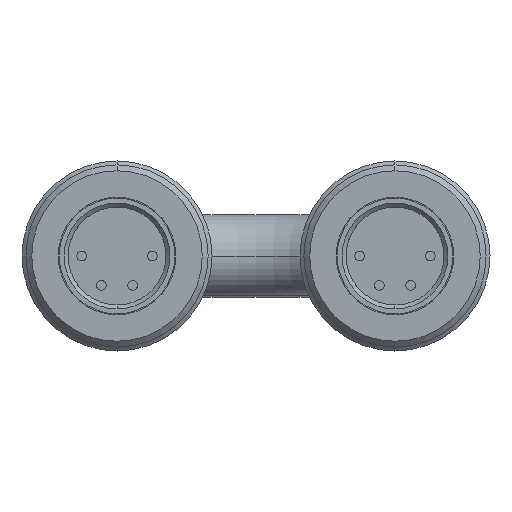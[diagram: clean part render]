
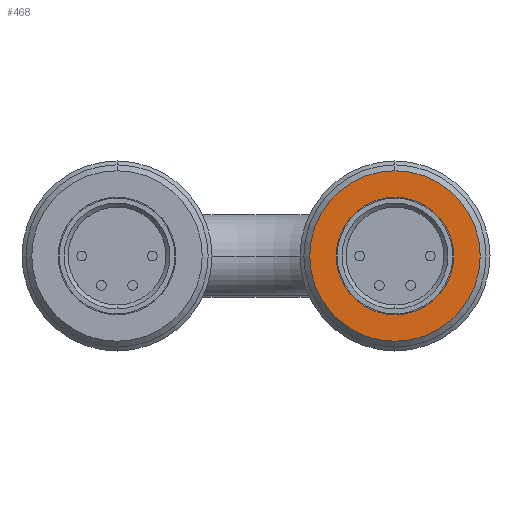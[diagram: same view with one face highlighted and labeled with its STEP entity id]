
A CAD part, left-side view. The second image highlights one B-rep face of the part: STEP entity #468.
In plain terms, the highlighted planar face has unit normal (-1, 0, 0).
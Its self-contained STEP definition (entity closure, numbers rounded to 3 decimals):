
#79 = ORIENTED_EDGE ( 'NONE', *, *, #1551, .F. ) ;
#150 = VERTEX_POINT ( 'NONE', #1492 ) ;
#291 = ORIENTED_EDGE ( 'NONE', *, *, #496, .F. ) ;
#343 = DIRECTION ( 'NONE',  ( 0., 0., -1. ) ) ;
#459 = AXIS2_PLACEMENT_3D ( 'NONE', #1998, #2220, #343 ) ;
#468 = ADVANCED_FACE ( 'NONE', ( #1764, #1215 ), #1566, .F. ) ;
#485 = AXIS2_PLACEMENT_3D ( 'NONE', #1636, #2285, #1797 ) ;
#496 = EDGE_CURVE ( 'NONE', #1710, #150, #2559, .T. ) ;
#613 = EDGE_LOOP ( 'NONE', ( #1438, #1632 ) ) ;
#746 = CIRCLE ( 'NONE', #2456, 2.95 ) ;
#857 = CARTESIAN_POINT ( 'NONE',  ( 7.6, 0., -2.95 ) ) ;
#1070 = CARTESIAN_POINT ( 'NONE',  ( 7.6, 0., 2.95 ) ) ;
#1119 = DIRECTION ( 'NONE',  ( 0., 0., -1. ) ) ;
#1209 = DIRECTION ( 'NONE',  ( 1., 0., 0. ) ) ;
#1215 = FACE_BOUND ( 'NONE', #613, .T. ) ;
#1269 = VERTEX_POINT ( 'NONE', #857 ) ;
#1275 = EDGE_CURVE ( 'NONE', #1269, #2154, #746, .T. ) ;
#1322 = CARTESIAN_POINT ( 'NONE',  ( 7.6, 0., 4.35 ) ) ;
#1363 = DIRECTION ( 'NONE',  ( 1., 0., 0. ) ) ;
#1438 = ORIENTED_EDGE ( 'NONE', *, *, #1275, .T. ) ;
#1492 = CARTESIAN_POINT ( 'NONE',  ( 7.6, 0., -4.35 ) ) ;
#1551 = EDGE_CURVE ( 'NONE', #150, #1710, #2102, .T. ) ;
#1566 = PLANE ( 'NONE',  #2020 ) ;
#1618 = DIRECTION ( 'NONE',  ( 0., 0., -1. ) ) ;
#1632 = ORIENTED_EDGE ( 'NONE', *, *, #2010, .T. ) ;
#1636 = CARTESIAN_POINT ( 'NONE',  ( 7.6, 0., 0. ) ) ;
#1680 = DIRECTION ( 'NONE',  ( 1., 0., 0. ) ) ;
#1710 = VERTEX_POINT ( 'NONE', #1322 ) ;
#1764 = FACE_OUTER_BOUND ( 'NONE', #1918, .T. ) ;
#1797 = DIRECTION ( 'NONE',  ( 0., 0., -1. ) ) ;
#1816 = CARTESIAN_POINT ( 'NONE',  ( 7.6, 2.95, 0. ) ) ;
#1918 = EDGE_LOOP ( 'NONE', ( #291, #79 ) ) ;
#1981 = AXIS2_PLACEMENT_3D ( 'NONE', #2015, #1209, #2643 ) ;
#1998 = CARTESIAN_POINT ( 'NONE',  ( 7.6, 0., 0. ) ) ;
#2010 = EDGE_CURVE ( 'NONE', #2154, #1269, #2429, .T. ) ;
#2015 = CARTESIAN_POINT ( 'NONE',  ( 7.6, 0., 0. ) ) ;
#2020 = AXIS2_PLACEMENT_3D ( 'NONE', #1816, #1363, #1618 ) ;
#2102 = CIRCLE ( 'NONE', #485, 4.35 ) ;
#2154 = VERTEX_POINT ( 'NONE', #1070 ) ;
#2220 = DIRECTION ( 'NONE',  ( 1., 0., 0. ) ) ;
#2285 = DIRECTION ( 'NONE',  ( 1., 0., 0. ) ) ;
#2429 = CIRCLE ( 'NONE', #1981, 2.95 ) ;
#2456 = AXIS2_PLACEMENT_3D ( 'NONE', #2574, #1680, #1119 ) ;
#2559 = CIRCLE ( 'NONE', #459, 4.35 ) ;
#2574 = CARTESIAN_POINT ( 'NONE',  ( 7.6, 0., 0. ) ) ;
#2643 = DIRECTION ( 'NONE',  ( 0., 0., -1. ) ) ;
